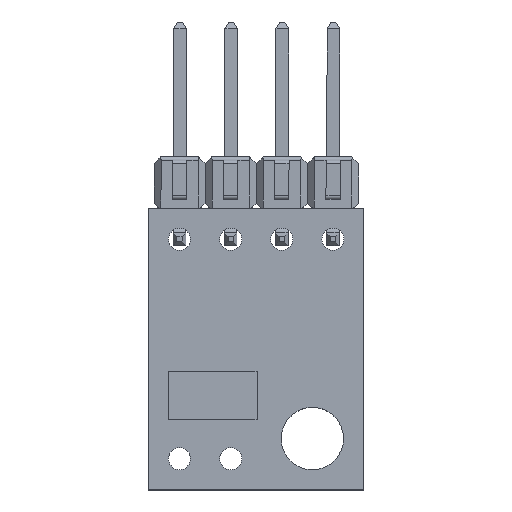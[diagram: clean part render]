
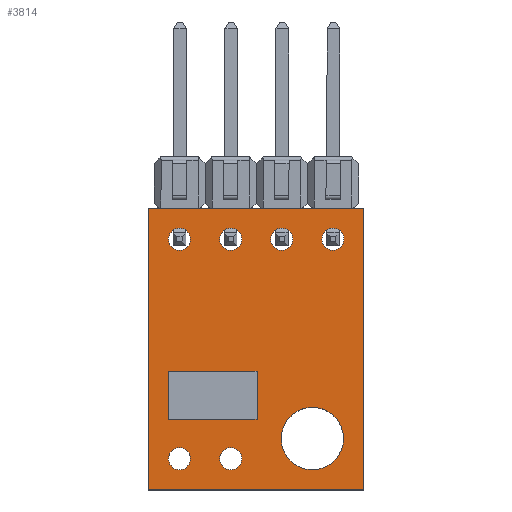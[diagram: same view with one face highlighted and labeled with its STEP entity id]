
A CAD part, top view. The second image highlights one B-rep face of the part: STEP entity #3814.
In plain terms, the highlighted planar face has unit normal (0, 0, 1).
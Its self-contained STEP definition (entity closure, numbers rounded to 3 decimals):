
#59=FACE_BOUND('',#781,.T.);
#60=FACE_BOUND('',#782,.T.);
#61=FACE_BOUND('',#783,.T.);
#62=FACE_BOUND('',#784,.T.);
#63=FACE_BOUND('',#785,.T.);
#64=FACE_BOUND('',#786,.T.);
#65=FACE_BOUND('',#787,.T.);
#66=FACE_BOUND('',#788,.T.);
#149=CIRCLE('',#4075,0.55);
#151=CIRCLE('',#4078,0.55);
#153=CIRCLE('',#4081,0.55);
#155=CIRCLE('',#4084,0.55);
#157=CIRCLE('',#4087,0.55);
#159=CIRCLE('',#4090,0.55);
#161=CIRCLE('',#4093,1.55);
#376=PLANE('',#4104);
#574=FACE_OUTER_BOUND('',#780,.T.);
#780=EDGE_LOOP('',(#3584,#3585,#3586,#3587));
#781=EDGE_LOOP('',(#3588));
#782=EDGE_LOOP('',(#3589));
#783=EDGE_LOOP('',(#3590));
#784=EDGE_LOOP('',(#3591));
#785=EDGE_LOOP('',(#3592));
#786=EDGE_LOOP('',(#3593));
#787=EDGE_LOOP('',(#3594));
#788=EDGE_LOOP('',(#3595,#3596,#3597,#3598));
#1231=LINE('',#6462,#1676);
#1235=LINE('',#6470,#1680);
#1238=LINE('',#6476,#1683);
#1241=LINE('',#6481,#1686);
#1243=LINE('',#6487,#1688);
#1247=LINE('',#6495,#1692);
#1250=LINE('',#6501,#1695);
#1253=LINE('',#6506,#1698);
#1676=VECTOR('',#5027,10.);
#1680=VECTOR('',#5033,10.);
#1683=VECTOR('',#5038,10.);
#1686=VECTOR('',#5043,10.);
#1688=VECTOR('',#5049,10.);
#1692=VECTOR('',#5055,10.);
#1695=VECTOR('',#5060,10.);
#1698=VECTOR('',#5065,10.);
#2045=VERTEX_POINT('',#6418);
#2047=VERTEX_POINT('',#6424);
#2049=VERTEX_POINT('',#6430);
#2051=VERTEX_POINT('',#6436);
#2053=VERTEX_POINT('',#6442);
#2055=VERTEX_POINT('',#6448);
#2057=VERTEX_POINT('',#6454);
#2059=VERTEX_POINT('',#6460);
#2060=VERTEX_POINT('',#6461);
#2063=VERTEX_POINT('',#6469);
#2065=VERTEX_POINT('',#6475);
#2067=VERTEX_POINT('',#6485);
#2068=VERTEX_POINT('',#6486);
#2071=VERTEX_POINT('',#6494);
#2073=VERTEX_POINT('',#6500);
#2563=EDGE_CURVE('',#2045,#2045,#149,.T.);
#2566=EDGE_CURVE('',#2047,#2047,#151,.T.);
#2569=EDGE_CURVE('',#2049,#2049,#153,.T.);
#2572=EDGE_CURVE('',#2051,#2051,#155,.T.);
#2575=EDGE_CURVE('',#2053,#2053,#157,.T.);
#2578=EDGE_CURVE('',#2055,#2055,#159,.T.);
#2581=EDGE_CURVE('',#2057,#2057,#161,.T.);
#2584=EDGE_CURVE('',#2059,#2060,#1231,.T.);
#2588=EDGE_CURVE('',#2060,#2063,#1235,.T.);
#2591=EDGE_CURVE('',#2063,#2065,#1238,.T.);
#2594=EDGE_CURVE('',#2065,#2059,#1241,.T.);
#2596=EDGE_CURVE('',#2067,#2068,#1243,.T.);
#2600=EDGE_CURVE('',#2068,#2071,#1247,.T.);
#2603=EDGE_CURVE('',#2071,#2073,#1250,.T.);
#2606=EDGE_CURVE('',#2073,#2067,#1253,.T.);
#3584=ORIENTED_EDGE('',*,*,#2606,.T.);
#3585=ORIENTED_EDGE('',*,*,#2596,.T.);
#3586=ORIENTED_EDGE('',*,*,#2600,.T.);
#3587=ORIENTED_EDGE('',*,*,#2603,.T.);
#3588=ORIENTED_EDGE('',*,*,#2563,.T.);
#3589=ORIENTED_EDGE('',*,*,#2566,.T.);
#3590=ORIENTED_EDGE('',*,*,#2569,.T.);
#3591=ORIENTED_EDGE('',*,*,#2572,.T.);
#3592=ORIENTED_EDGE('',*,*,#2575,.T.);
#3593=ORIENTED_EDGE('',*,*,#2578,.T.);
#3594=ORIENTED_EDGE('',*,*,#2581,.T.);
#3595=ORIENTED_EDGE('',*,*,#2584,.T.);
#3596=ORIENTED_EDGE('',*,*,#2588,.T.);
#3597=ORIENTED_EDGE('',*,*,#2591,.T.);
#3598=ORIENTED_EDGE('',*,*,#2594,.T.);
#3814=ADVANCED_FACE('',(#574,#59,#60,#61,#62,#63,#64,#65,#66),#376,.T.);
#4075=AXIS2_PLACEMENT_3D('',#6419,#4978,#4979);
#4078=AXIS2_PLACEMENT_3D('',#6425,#4985,#4986);
#4081=AXIS2_PLACEMENT_3D('',#6431,#4992,#4993);
#4084=AXIS2_PLACEMENT_3D('',#6437,#4999,#5000);
#4087=AXIS2_PLACEMENT_3D('',#6443,#5006,#5007);
#4090=AXIS2_PLACEMENT_3D('',#6449,#5013,#5014);
#4093=AXIS2_PLACEMENT_3D('',#6455,#5020,#5021);
#4104=AXIS2_PLACEMENT_3D('',#6508,#5067,#5068);
#4978=DIRECTION('center_axis',(0.,0.,-1.));
#4979=DIRECTION('ref_axis',(1.,0.,0.));
#4985=DIRECTION('center_axis',(0.,0.,-1.));
#4986=DIRECTION('ref_axis',(1.,0.,0.));
#4992=DIRECTION('center_axis',(0.,0.,-1.));
#4993=DIRECTION('ref_axis',(1.,0.,0.));
#4999=DIRECTION('center_axis',(0.,0.,-1.));
#5000=DIRECTION('ref_axis',(1.,0.,0.));
#5006=DIRECTION('center_axis',(0.,0.,-1.));
#5007=DIRECTION('ref_axis',(1.,0.,0.));
#5013=DIRECTION('center_axis',(0.,0.,-1.));
#5014=DIRECTION('ref_axis',(1.,0.,0.));
#5020=DIRECTION('center_axis',(0.,0.,-1.));
#5021=DIRECTION('ref_axis',(1.,0.,0.));
#5027=DIRECTION('',(0.,-1.,0.));
#5033=DIRECTION('',(-1.,0.,0.));
#5038=DIRECTION('',(0.,1.,0.));
#5043=DIRECTION('',(1.,0.,0.));
#5049=DIRECTION('',(0.,-1.,0.));
#5055=DIRECTION('',(1.,0.,0.));
#5060=DIRECTION('',(0.,1.,0.));
#5065=DIRECTION('',(-1.,0.,0.));
#5067=DIRECTION('center_axis',(0.,0.,1.));
#5068=DIRECTION('ref_axis',(1.,0.,0.));
#6418=CARTESIAN_POINT('',(-0.619,6.142,0.));
#6419=CARTESIAN_POINT('Origin',(-0.069,6.142,0.));
#6424=CARTESIAN_POINT('',(-5.699,-4.758,0.));
#6425=CARTESIAN_POINT('Origin',(-5.149,-4.758,0.));
#6430=CARTESIAN_POINT('',(-3.159,6.142,0.));
#6431=CARTESIAN_POINT('Origin',(-2.609,6.142,0.));
#6436=CARTESIAN_POINT('',(1.921,6.142,0.));
#6437=CARTESIAN_POINT('Origin',(2.471,6.142,0.));
#6442=CARTESIAN_POINT('',(-3.159,-4.758,0.));
#6443=CARTESIAN_POINT('Origin',(-2.609,-4.758,0.));
#6448=CARTESIAN_POINT('',(-5.699,6.142,0.));
#6449=CARTESIAN_POINT('Origin',(-5.149,6.142,0.));
#6454=CARTESIAN_POINT('',(-0.099,-3.758,0.));
#6455=CARTESIAN_POINT('Origin',(1.451,-3.758,0.));
#6460=CARTESIAN_POINT('',(-1.299,-0.408,0.));
#6461=CARTESIAN_POINT('',(-1.299,-2.808,0.));
#6462=CARTESIAN_POINT('',(-1.299,-1.058,0.));
#6469=CARTESIAN_POINT('',(-5.699,-2.808,0.));
#6470=CARTESIAN_POINT('',(-3.524,-2.808,0.));
#6475=CARTESIAN_POINT('',(-5.699,-0.408,0.));
#6476=CARTESIAN_POINT('',(-5.699,0.142,0.));
#6481=CARTESIAN_POINT('',(-1.324,-0.408,0.));
#6485=CARTESIAN_POINT('',(-6.699,7.692,0.));
#6486=CARTESIAN_POINT('',(-6.699,-6.308,0.));
#6487=CARTESIAN_POINT('',(-6.699,7.692,0.));
#6494=CARTESIAN_POINT('',(4.001,-6.308,0.));
#6495=CARTESIAN_POINT('',(-6.699,-6.308,0.));
#6500=CARTESIAN_POINT('',(4.001,7.692,0.));
#6501=CARTESIAN_POINT('',(4.001,-6.308,0.));
#6506=CARTESIAN_POINT('',(4.001,7.692,0.));
#6508=CARTESIAN_POINT('Origin',(-1.349,0.692,0.));
